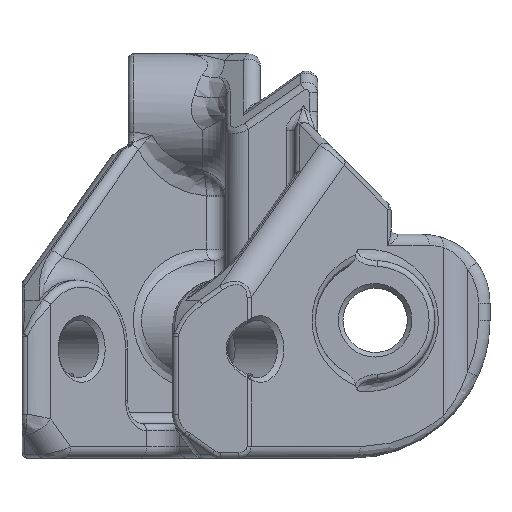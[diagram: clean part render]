
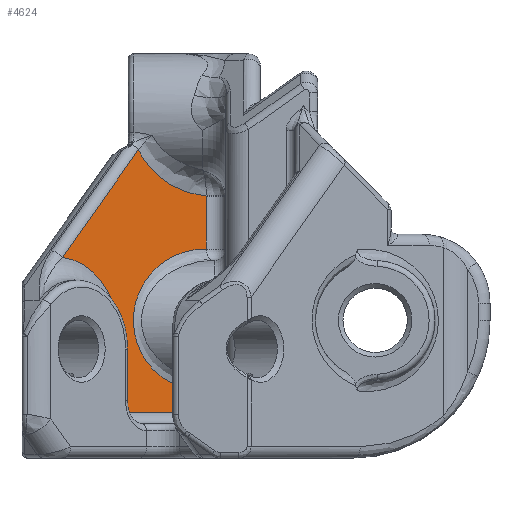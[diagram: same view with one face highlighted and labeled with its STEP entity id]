
A CAD part, front view. The second image highlights one B-rep face of the part: STEP entity #4624.
In plain terms, the highlighted planar face has unit normal (0.707, -0.707, 0).
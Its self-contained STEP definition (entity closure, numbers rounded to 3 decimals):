
#303=B_SPLINE_CURVE_WITH_KNOTS('',3,(#11707,#11708,#11709,#11710),
 .UNSPECIFIED.,.F.,.F.,(4,4),(0.,0.002),.UNSPECIFIED.);
#505=ELLIPSE('',#5123,8.768,6.2);
#509=ELLIPSE('',#5142,10.182,7.2);
#544=PLANE('',#5166);
#833=FACE_OUTER_BOUND('',#1147,.T.);
#1147=EDGE_LOOP('',(#4257,#4258,#4259,#4260,#4261,#4262,#4263,#4264,#4265));
#1245=LINE('',#7689,#1454);
#1349=LINE('',#11479,#1558);
#1350=LINE('',#11481,#1559);
#1354=LINE('',#11548,#1563);
#1364=LINE('',#11827,#1573);
#1454=VECTOR('',#5456,10.);
#1558=VECTOR('',#6314,10.);
#1559=VECTOR('',#6317,10.);
#1563=VECTOR('',#6339,10.);
#1573=VECTOR('',#6423,10.);
#1787=CIRCLE('',#5086,8.);
#1996=VERTEX_POINT('',#7687);
#1997=VERTEX_POINT('',#7688);
#2196=VERTEX_POINT('',#11291);
#2204=VERTEX_POINT('',#11418);
#2209=VERTEX_POINT('',#11429);
#2213=VERTEX_POINT('',#11438);
#2214=VERTEX_POINT('',#11471);
#2219=VERTEX_POINT('',#11545);
#2222=VERTEX_POINT('',#11651);
#2432=EDGE_CURVE('',#1996,#1997,#1245,.T.);
#2841=EDGE_CURVE('',#1997,#2196,#1787,.T.);
#2871=EDGE_CURVE('',#2214,#2213,#1349,.T.);
#2872=EDGE_CURVE('',#2213,#2209,#1350,.T.);
#2877=EDGE_CURVE('',#2209,#2204,#505,.T.);
#2882=EDGE_CURVE('',#2204,#2219,#1354,.T.);
#2889=EDGE_CURVE('',#2219,#2222,#303,.T.);
#2898=EDGE_CURVE('',#2222,#1996,#509,.T.);
#2916=EDGE_CURVE('',#2196,#2214,#1364,.T.);
#4257=ORIENTED_EDGE('',*,*,#2841,.T.);
#4258=ORIENTED_EDGE('',*,*,#2916,.T.);
#4259=ORIENTED_EDGE('',*,*,#2871,.T.);
#4260=ORIENTED_EDGE('',*,*,#2872,.T.);
#4261=ORIENTED_EDGE('',*,*,#2877,.T.);
#4262=ORIENTED_EDGE('',*,*,#2882,.T.);
#4263=ORIENTED_EDGE('',*,*,#2889,.T.);
#4264=ORIENTED_EDGE('',*,*,#2898,.T.);
#4265=ORIENTED_EDGE('',*,*,#2432,.T.);
#4624=ADVANCED_FACE('',(#833),#544,.F.);
#5086=AXIS2_PLACEMENT_3D('',#11293,#6242,#6243);
#5123=AXIS2_PLACEMENT_3D('',#11539,#6325,#6326);
#5142=AXIS2_PLACEMENT_3D('',#11755,#6368,#6369);
#5166=AXIS2_PLACEMENT_3D('',#11826,#6421,#6422);
#5456=DIRECTION('',(-0.5,-0.5,-0.707));
#6242=DIRECTION('center_axis',(-0.707,0.707,0.));
#6243=DIRECTION('ref_axis',(0.271,0.271,0.924));
#6314=DIRECTION('',(0.707,0.707,0.));
#6317=DIRECTION('',(0.,0.,1.));
#6325=DIRECTION('center_axis',(-0.707,0.707,0.));
#6326=DIRECTION('ref_axis',(-0.707,-0.707,0.));
#6339=DIRECTION('',(0.,0.,1.));
#6368=DIRECTION('center_axis',(-0.707,0.707,0.));
#6369=DIRECTION('ref_axis',(-0.707,-0.707,0.));
#6421=DIRECTION('center_axis',(-0.707,0.707,0.));
#6422=DIRECTION('ref_axis',(-0.707,-0.707,0.));
#6423=DIRECTION('',(0.,0.,-1.));
#7687=CARTESIAN_POINT('',(-50.614,4.943,16.844));
#7688=CARTESIAN_POINT('',(-57.238,-1.682,7.476));
#7689=CARTESIAN_POINT('',(-48.918,6.638,19.241));
#11291=CARTESIAN_POINT('',(-52.021,3.536,-0.5));
#11293=CARTESIAN_POINT('Origin',(-57.678,-2.121,-0.5));
#11418=CARTESIAN_POINT('',(-44.707,10.849,8.198));
#11429=CARTESIAN_POINT('',(-44.707,10.849,-4.198));
#11438=CARTESIAN_POINT('',(-44.707,10.849,-6.));
#11471=CARTESIAN_POINT('',(-52.021,3.536,-6.));
#11479=CARTESIAN_POINT('',(-45.941,9.615,-6.));
#11481=CARTESIAN_POINT('',(-44.707,10.849,1.5));
#11539=CARTESIAN_POINT('Origin',(-44.849,10.707,2.));
#11545=CARTESIAN_POINT('',(-44.707,10.849,12.801));
#11548=CARTESIAN_POINT('',(-44.707,10.849,1.5));
#11651=CARTESIAN_POINT('',(-44.707,10.849,12.822));
#11707=CARTESIAN_POINT('Ctrl Pts',(-44.707,10.849,12.801));
#11708=CARTESIAN_POINT('Ctrl Pts',(-44.707,10.849,12.808));
#11709=CARTESIAN_POINT('Ctrl Pts',(-44.707,10.849,12.815));
#11710=CARTESIAN_POINT('Ctrl Pts',(-44.707,10.849,12.822));
#11755=CARTESIAN_POINT('Origin',(-44.142,11.414,20.));
#11826=CARTESIAN_POINT('Origin',(-43.,12.556,-7.));
#11827=CARTESIAN_POINT('',(-52.021,3.536,-8.5));
